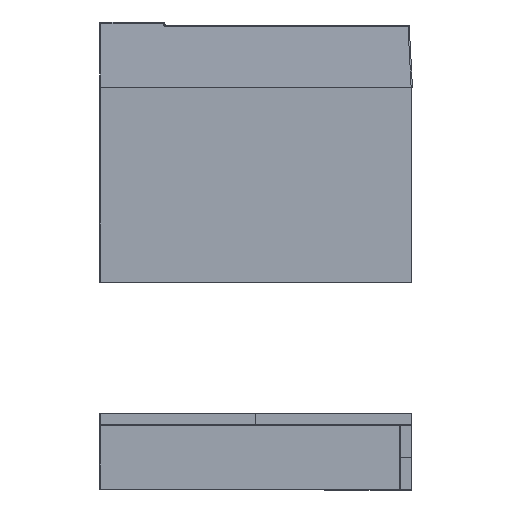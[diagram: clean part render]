
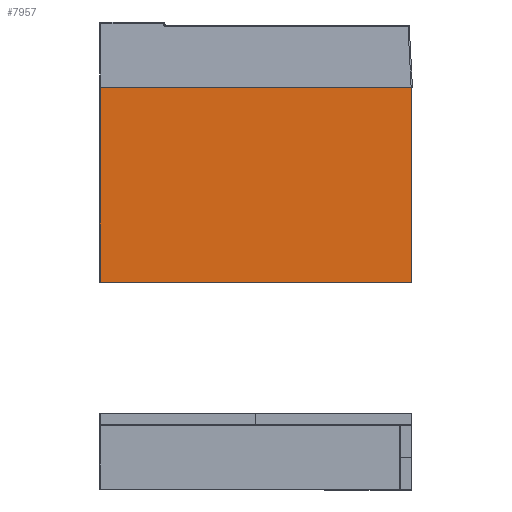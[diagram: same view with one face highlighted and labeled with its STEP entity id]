
A CAD part, left-side view. The second image highlights one B-rep face of the part: STEP entity #7957.
In plain terms, the highlighted planar face has unit normal (-1, 0, 0).
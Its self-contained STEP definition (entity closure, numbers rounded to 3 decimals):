
#573=PLANE('',#8616);
#1436=LINE('',#30176,#2330);
#1440=LINE('',#30184,#2334);
#1443=LINE('',#30190,#2337);
#1446=LINE('',#30195,#2340);
#2330=VECTOR('',#10555,1.);
#2334=VECTOR('',#10561,1.);
#2337=VECTOR('',#10566,1.);
#2340=VECTOR('',#10571,1.);
#2840=FACE_OUTER_BOUND('',#3325,.T.);
#3325=EDGE_LOOP('',(#7400,#7401,#7402,#7403));
#4176=VERTEX_POINT('',#30174);
#4177=VERTEX_POINT('',#30175);
#4180=VERTEX_POINT('',#30183);
#4182=VERTEX_POINT('',#30189);
#5248=EDGE_CURVE('',#4176,#4177,#1436,.T.);
#5252=EDGE_CURVE('',#4180,#4176,#1440,.T.);
#5255=EDGE_CURVE('',#4182,#4180,#1443,.T.);
#5258=EDGE_CURVE('',#4177,#4182,#1446,.T.);
#7400=ORIENTED_EDGE('',*,*,#5248,.T.);
#7401=ORIENTED_EDGE('',*,*,#5258,.T.);
#7402=ORIENTED_EDGE('',*,*,#5255,.T.);
#7403=ORIENTED_EDGE('',*,*,#5252,.T.);
#7957=ADVANCED_FACE('',(#2840),#573,.F.);
#8616=AXIS2_PLACEMENT_3D('',#30198,#10575,#10576);
#10555=DIRECTION('',(0.,0.,1.));
#10561=DIRECTION('',(0.,-1.,0.));
#10566=DIRECTION('',(0.,0.,-1.));
#10571=DIRECTION('',(0.,1.,0.));
#10575=DIRECTION('center_axis',(1.,0.,0.));
#10576=DIRECTION('ref_axis',(0.,0.,-1.));
#30174=CARTESIAN_POINT('',(2186.67,852.042,1.));
#30175=CARTESIAN_POINT('',(2186.67,852.042,299.));
#30176=CARTESIAN_POINT('',(2186.67,852.042,75.5));
#30183=CARTESIAN_POINT('',(2186.67,1329.042,1.));
#30184=CARTESIAN_POINT('',(2186.67,1209.792,1.));
#30189=CARTESIAN_POINT('',(2186.67,1329.042,299.));
#30190=CARTESIAN_POINT('',(2186.67,1329.042,224.5));
#30195=CARTESIAN_POINT('',(2186.67,971.292,299.));
#30198=CARTESIAN_POINT('Origin',(2186.67,1090.542,150.));
